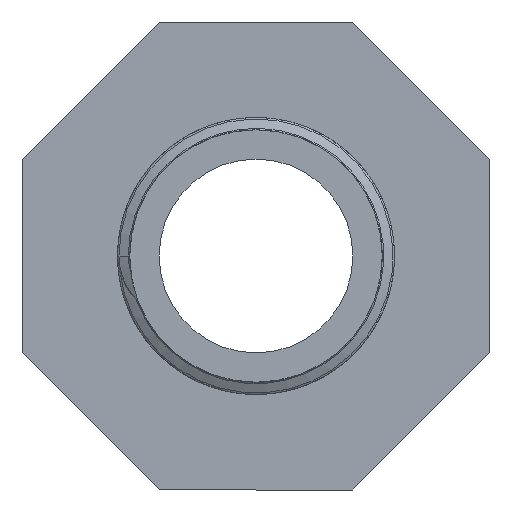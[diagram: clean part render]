
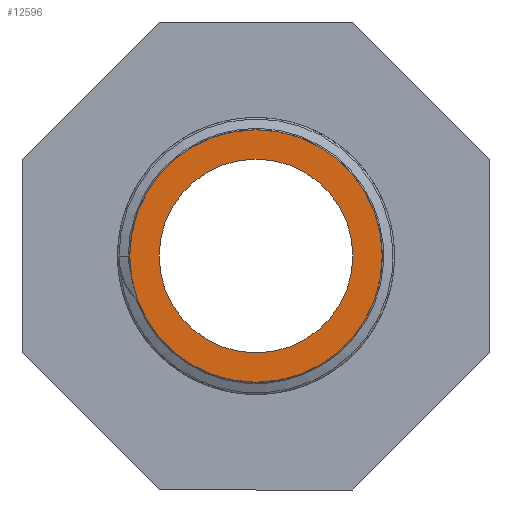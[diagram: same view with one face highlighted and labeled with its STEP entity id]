
A CAD part, left-side view. The second image highlights one B-rep face of the part: STEP entity #12596.
In plain terms, the highlighted planar face has unit normal (-1, 0, 0).
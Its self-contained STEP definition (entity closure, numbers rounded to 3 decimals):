
#459 = EDGE_CURVE ( 'NONE', #20377, #20376, #20665, .T. ) ;
#524 = EDGE_CURVE ( 'NONE', #20376, #20377, #20613, .T. ) ;
#555 = EDGE_CURVE ( 'NONE', #4140, #4141, #20588, .T. ) ;
#3555 = CIRCLE ( 'NONE', #3558, 9.25 ) ;
#3558 = AXIS2_PLACEMENT_3D ( 'NONE', #5033, #5034, #5035 ) ;
#3847 = ORIENTED_EDGE ( 'NONE', *, *, #555, .F. ) ;
#3848 = ORIENTED_EDGE ( 'NONE', *, *, #12767, .F. ) ;
#3849 = ORIENTED_EDGE ( 'NONE', *, *, #459, .T. ) ;
#3850 = ORIENTED_EDGE ( 'NONE', *, *, #524, .T. ) ;
#4140 = VERTEX_POINT ( 'NONE', #12115 ) ;
#4141 = VERTEX_POINT ( 'NONE', #12116 ) ;
#4261 = EDGE_LOOP ( 'NONE', ( #3847, #3848 ) ) ;
#4265 = EDGE_LOOP ( 'NONE', ( #3849, #3850 ) ) ;
#5033 = CARTESIAN_POINT ( 'NONE',  ( 0., 0., 0. ) ) ;
#5034 = DIRECTION ( 'NONE',  ( -1., 0., 0. ) ) ;
#5035 = DIRECTION ( 'NONE',  ( 0., 0., 1. ) ) ;
#5487 = CARTESIAN_POINT ( 'NONE',  ( 0., 0., 12.059 ) ) ;
#6853 = CARTESIAN_POINT ( 'NONE',  ( 0., 0., 0. ) ) ;
#6854 = DIRECTION ( 'NONE',  ( -1., 0., 0. ) ) ;
#6855 = DIRECTION ( 'NONE',  ( 0., 0., 1. ) ) ;
#7065 = CARTESIAN_POINT ( 'NONE',  ( 0., 0., 0. ) ) ;
#7066 = DIRECTION ( 'NONE',  ( -1., 0., 0. ) ) ;
#7067 = DIRECTION ( 'NONE',  ( 0., 0., 1. ) ) ;
#10213 = CARTESIAN_POINT ( 'NONE',  ( 0., 9.25, 0. ) ) ;
#10224 = FACE_BOUND ( 'NONE', #4261, .T. ) ;
#10225 = FACE_OUTER_BOUND ( 'NONE', #4265, .T. ) ;
#10226 = PLANE ( 'NONE',  #20459 ) ;
#10228 = DIRECTION ( 'NONE',  ( 1., 0., 0. ) ) ;
#10229 = DIRECTION ( 'NONE',  ( 0., 0., -1. ) ) ;
#12115 = CARTESIAN_POINT ( 'NONE',  ( 0., 0., 9.25 ) ) ;
#12116 = CARTESIAN_POINT ( 'NONE',  ( 0., 0., -9.25 ) ) ;
#12596 = ADVANCED_FACE ( 'NONE', ( #10224, #10225 ), #10226, .F. ) ;
#12767 = EDGE_CURVE ( 'NONE', #4141, #4140, #3555, .T. ) ;
#17654 = CARTESIAN_POINT ( 'NONE',  ( 0., 0., 0. ) ) ;
#17656 = DIRECTION ( 'NONE',  ( -1., 0., 0. ) ) ;
#17658 = DIRECTION ( 'NONE',  ( 0., 0., 1. ) ) ;
#18212 = CARTESIAN_POINT ( 'NONE',  ( 0., 0., -12.059 ) ) ;
#20376 = VERTEX_POINT ( 'NONE', #18212 ) ;
#20377 = VERTEX_POINT ( 'NONE', #5487 ) ;
#20459 = AXIS2_PLACEMENT_3D ( 'NONE', #10213, #10228, #10229 ) ;
#20577 = AXIS2_PLACEMENT_3D ( 'NONE', #7065, #7066, #7067 ) ;
#20588 = CIRCLE ( 'NONE', #20577, 9.25 ) ;
#20610 = AXIS2_PLACEMENT_3D ( 'NONE', #6853, #6854, #6855 ) ;
#20613 = CIRCLE ( 'NONE', #20610, 12.059 ) ;
#20663 = AXIS2_PLACEMENT_3D ( 'NONE', #17654, #17656, #17658 ) ;
#20665 = CIRCLE ( 'NONE', #20663, 12.059 ) ;
